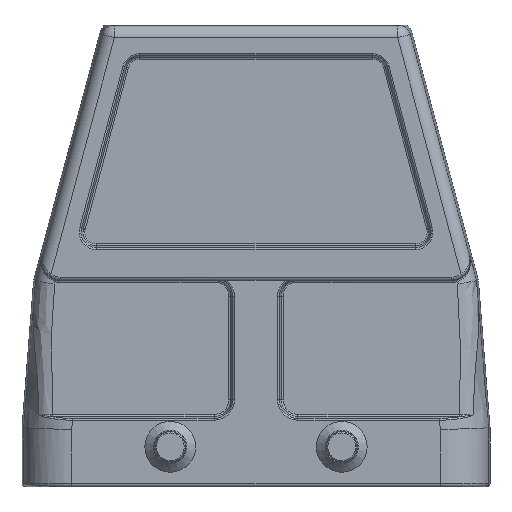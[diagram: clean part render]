
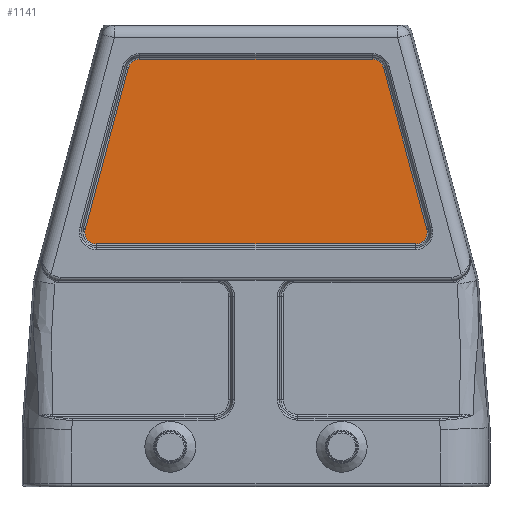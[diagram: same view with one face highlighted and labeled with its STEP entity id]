
A CAD part, front view. The second image highlights one B-rep face of the part: STEP entity #1141.
In plain terms, the highlighted planar face has unit normal (0, -1, 0).
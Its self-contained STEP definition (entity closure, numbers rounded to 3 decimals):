
#1141=ADVANCED_FACE('',(#1761),#1584,.F.);
#1584=PLANE('',#8531);
#1761=FACE_OUTER_BOUND('',#2188,.T.);
#2188=EDGE_LOOP('',(#3902,#3903,#3904,#3905,#3906,#3907,#3908,#3909));
#2772=LINE('',#13381,#3286);
#2773=LINE('',#13386,#3287);
#2774=LINE('',#13390,#3288);
#2775=LINE('',#13394,#3289);
#3286=VECTOR('',#9492,1.);
#3287=VECTOR('',#9495,1.);
#3288=VECTOR('',#9498,1.);
#3289=VECTOR('',#9501,1.);
#3902=ORIENTED_EDGE('',*,*,#6721,.T.);
#3903=ORIENTED_EDGE('',*,*,#6722,.T.);
#3904=ORIENTED_EDGE('',*,*,#6723,.T.);
#3905=ORIENTED_EDGE('',*,*,#6724,.T.);
#3906=ORIENTED_EDGE('',*,*,#6725,.T.);
#3907=ORIENTED_EDGE('',*,*,#6726,.T.);
#3908=ORIENTED_EDGE('',*,*,#6727,.T.);
#3909=ORIENTED_EDGE('',*,*,#6728,.T.);
#6024=VERTEX_POINT('',#13382);
#6025=VERTEX_POINT('',#13383);
#6026=VERTEX_POINT('',#13385);
#6027=VERTEX_POINT('',#13387);
#6028=VERTEX_POINT('',#13389);
#6029=VERTEX_POINT('',#13391);
#6030=VERTEX_POINT('',#13393);
#6031=VERTEX_POINT('',#13395);
#6721=EDGE_CURVE('',#6024,#6025,#2772,.T.);
#6722=EDGE_CURVE('',#6025,#6026,#7653,.T.);
#6723=EDGE_CURVE('',#6026,#6027,#2773,.T.);
#6724=EDGE_CURVE('',#6027,#6028,#7654,.T.);
#6725=EDGE_CURVE('',#6028,#6029,#2774,.T.);
#6726=EDGE_CURVE('',#6029,#6030,#7655,.T.);
#6727=EDGE_CURVE('',#6030,#6031,#2775,.T.);
#6728=EDGE_CURVE('',#6031,#6024,#7656,.T.);
#7653=CIRCLE('',#8527,1.835);
#7654=CIRCLE('',#8528,1.835);
#7655=CIRCLE('',#8529,1.835);
#7656=CIRCLE('',#8530,1.835);
#8527=AXIS2_PLACEMENT_3D('',#13384,#9493,#9494);
#8528=AXIS2_PLACEMENT_3D('',#13388,#9496,#9497);
#8529=AXIS2_PLACEMENT_3D('',#13392,#9499,#9500);
#8530=AXIS2_PLACEMENT_3D('',#13396,#9502,#9503);
#8531=AXIS2_PLACEMENT_3D('',#13397,#9504,#9505);
#9492=DIRECTION('',(-0.259,0.,0.966));
#9493=DIRECTION('',(0.,-1.,0.));
#9494=DIRECTION('',(0.,0.,1.));
#9495=DIRECTION('',(-1.,0.,0.));
#9496=DIRECTION('',(0.,-1.,0.));
#9497=DIRECTION('',(0.,0.,1.));
#9498=DIRECTION('',(-0.259,0.,-0.966));
#9499=DIRECTION('',(0.,-1.,0.));
#9500=DIRECTION('',(0.,0.,1.));
#9501=DIRECTION('',(1.,0.,0.));
#9502=DIRECTION('',(0.,-1.,0.));
#9503=DIRECTION('',(0.,0.,1.));
#9504=DIRECTION('',(0.,1.,0.));
#9505=DIRECTION('',(0.,0.,-1.));
#13381=CARTESIAN_POINT('',(19.8,-21.25,55.825));
#13382=CARTESIAN_POINT('',(26.498,-21.25,30.825));
#13383=CARTESIAN_POINT('',(19.8,-21.25,55.825));
#13384=CARTESIAN_POINT('',(18.027,-21.25,55.35));
#13385=CARTESIAN_POINT('',(18.027,-21.25,57.185));
#13386=CARTESIAN_POINT('',(-18.027,-21.25,57.185));
#13387=CARTESIAN_POINT('',(-18.027,-21.25,57.185));
#13388=CARTESIAN_POINT('',(-18.027,-21.25,55.35));
#13389=CARTESIAN_POINT('',(-19.8,-21.25,55.825));
#13390=CARTESIAN_POINT('',(-26.498,-21.25,30.825));
#13391=CARTESIAN_POINT('',(-26.498,-21.25,30.825));
#13392=CARTESIAN_POINT('',(-24.726,-21.25,30.35));
#13393=CARTESIAN_POINT('',(-24.726,-21.25,28.515));
#13394=CARTESIAN_POINT('',(24.726,-21.25,28.515));
#13395=CARTESIAN_POINT('',(24.726,-21.25,28.515));
#13396=CARTESIAN_POINT('',(24.726,-21.25,30.35));
#13397=CARTESIAN_POINT('',(18.027,-21.25,55.35));
